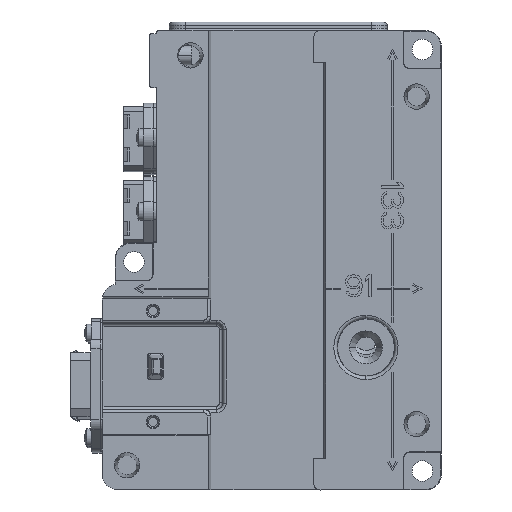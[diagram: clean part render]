
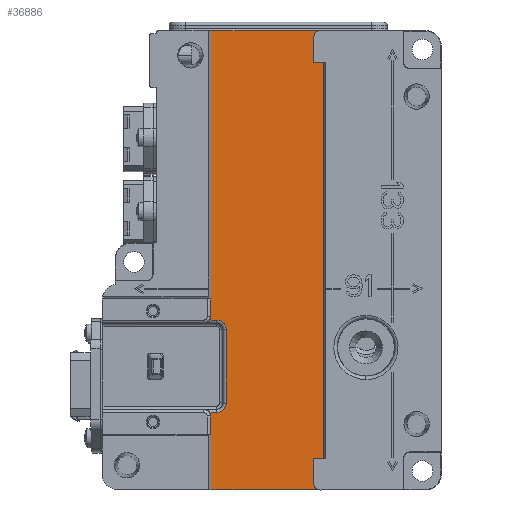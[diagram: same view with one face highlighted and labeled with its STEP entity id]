
A CAD part, front view. The second image highlights one B-rep face of the part: STEP entity #36886.
In plain terms, the highlighted planar face has unit normal (0, -1, 0).
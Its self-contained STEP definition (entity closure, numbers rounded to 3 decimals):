
#6569=DIRECTION('',(-1.,0.,0.));
#6570=VECTOR('',#6569,36.54);
#6571=CARTESIAN_POINT('',(70.79,-46.,-0.105));
#6572=LINE('',#6571,#6570);
#8202=DIRECTION('',(1.,0.,0.));
#8203=VECTOR('',#8202,36.54);
#8204=CARTESIAN_POINT('',(34.25,-46.,-144.895));
#8205=LINE('',#8204,#8203);
#8983=DIRECTION('',(-0.131,0.,-0.991));
#8984=VECTOR('',#8983,7.963);
#8985=CARTESIAN_POINT('',(70.79,-46.,-0.105));
#8986=LINE('',#8985,#8984);
#8990=DIRECTION('',(0.,0.,-1.));
#8991=VECTOR('',#8990,125.);
#8992=CARTESIAN_POINT('',(69.75,-46.,-10.));
#8993=LINE('',#8992,#8991);
#8997=DIRECTION('',(0.131,0.,-0.991));
#8998=VECTOR('',#8997,7.963);
#8999=CARTESIAN_POINT('',(69.75,-46.,-137.));
#9000=LINE('',#8999,#8998);
#9004=CARTESIAN_POINT('',(34.25,-46.,-121.604));
#9005=CARTESIAN_POINT('',(34.25,-46.,-121.236));
#9006=CARTESIAN_POINT('',(34.156,-46.,-120.895));
#9007=CARTESIAN_POINT('',(33.967,-46.,-120.579));
#9012=CARTESIAN_POINT('',(36.08,-46.,
-120.579));
#9013=CARTESIAN_POINT('',(36.349,-46.,
-120.579));
#9014=CARTESIAN_POINT('',(36.865,-46.,
-120.509));
#9015=CARTESIAN_POINT('',(37.599,-46.,
-120.206));
#9016=CARTESIAN_POINT('',(38.225,-46.,
-119.725));
#9017=CARTESIAN_POINT('',(38.706,-46.,
-119.099));
#9018=CARTESIAN_POINT('',(39.009,-46.,
-118.365));
#9019=CARTESIAN_POINT('',(39.079,-46.,
-117.849));
#9020=CARTESIAN_POINT('',(39.079,-46.,
-117.58));
#9025=CARTESIAN_POINT('',(39.079,-46.,
-94.42));
#9026=CARTESIAN_POINT('',(39.079,-46.,
-94.151));
#9027=CARTESIAN_POINT('',(39.009,-46.,
-93.635));
#9028=CARTESIAN_POINT('',(38.706,-46.,
-92.901));
#9029=CARTESIAN_POINT('',(38.225,-46.,
-92.275));
#9030=CARTESIAN_POINT('',(37.599,-46.,
-91.794));
#9031=CARTESIAN_POINT('',(36.865,-46.,
-91.491));
#9032=CARTESIAN_POINT('',(36.349,-46.,
-91.421));
#9033=CARTESIAN_POINT('',(36.08,-46.,
-91.421));
#9038=CARTESIAN_POINT('',(33.967,-46.,-91.421));
#9039=CARTESIAN_POINT('',(34.156,-46.,-91.105));
#9040=CARTESIAN_POINT('',(34.25,-46.,-90.764));
#9041=CARTESIAN_POINT('',(34.25,-46.,-90.396));
#9162=DIRECTION('',(0.,0.,1.));
#9163=VECTOR('',#9162,2.);
#9164=CARTESIAN_POINT('',(69.75,-46.,-10.));
#9165=LINE('',#9164,#9163);
#9183=DIRECTION('',(0.,0.,1.));
#9184=VECTOR('',#9183,2.);
#9185=CARTESIAN_POINT('',(69.75,-46.,-137.));
#9186=LINE('',#9185,#9184);
#9218=DIRECTION('',(0.,0.,-1.));
#9219=VECTOR('',#9218,23.291);
#9220=CARTESIAN_POINT('',(34.25,-46.,-121.604));
#9221=LINE('',#9220,#9219);
#9258=DIRECTION('',(-1.,0.,0.));
#9259=VECTOR('',#9258,2.113);
#9260=CARTESIAN_POINT('',(36.08,-46.,
-120.579));
#9261=LINE('',#9260,#9259);
#9397=DIRECTION('',(0.,0.,-1.));
#9398=VECTOR('',#9397,23.16);
#9399=CARTESIAN_POINT('',(39.079,-46.,
-94.42));
#9400=LINE('',#9399,#9398);
#9425=DIRECTION('',(1.,0.,0.));
#9426=VECTOR('',#9425,2.113);
#9427=CARTESIAN_POINT('',(33.967,-46.,-91.421));
#9428=LINE('',#9427,#9426);
#9492=DIRECTION('',(0.,0.,-1.));
#9493=VECTOR('',#9492,90.291);
#9494=CARTESIAN_POINT('',(34.25,-46.,-0.105));
#9495=LINE('',#9494,#9493);
#27739=VERTEX_POINT('',#9038);
#27740=VERTEX_POINT('',#9041);
#27742=CARTESIAN_POINT('',(70.79,-46.,-0.105));
#27743=CARTESIAN_POINT('',(34.25,-46.,-0.105));
#27744=VERTEX_POINT('',#27742);
#27745=VERTEX_POINT('',#27743);
#27746=CARTESIAN_POINT('',(69.75,-46.,-8.));
#27747=VERTEX_POINT('',#27746);
#27748=CARTESIAN_POINT('',(69.75,-46.,-10.));
#27749=VERTEX_POINT('',#27748);
#27750=CARTESIAN_POINT('',(69.75,-46.,-135.));
#27751=VERTEX_POINT('',#27750);
#27752=CARTESIAN_POINT('',(69.75,-46.,-137.));
#27753=VERTEX_POINT('',#27752);
#27754=CARTESIAN_POINT('',(70.79,-46.,-144.895));
#27755=VERTEX_POINT('',#27754);
#27756=CARTESIAN_POINT('',(34.25,-46.,-144.895));
#27757=VERTEX_POINT('',#27756);
#27758=CARTESIAN_POINT('',(34.25,-46.,-121.604));
#27759=VERTEX_POINT('',#27758);
#27760=VERTEX_POINT('',#9007);
#27761=CARTESIAN_POINT('',(36.08,-46.,
-120.579));
#27762=VERTEX_POINT('',#27761);
#27763=VERTEX_POINT('',#9020);
#27764=CARTESIAN_POINT('',(39.079,-46.,
-94.42));
#27765=VERTEX_POINT('',#27764);
#27766=VERTEX_POINT('',#9033);
#36850=CARTESIAN_POINT('',(69.75,-46.,0.));
#36851=DIRECTION('',(0.,1.,0.));
#36852=DIRECTION('',(-1.,0.,0.));
#36853=AXIS2_PLACEMENT_3D('',#36850,#36851,#36852);
#36854=PLANE('',#36853);
#36855=ORIENTED_EDGE('',*,*,#34891,.F.);
#36857=ORIENTED_EDGE('',*,*,#36856,.T.);
#36859=ORIENTED_EDGE('',*,*,#36858,.F.);
#36861=ORIENTED_EDGE('',*,*,#36860,.T.);
#36863=ORIENTED_EDGE('',*,*,#36862,.F.);
#36865=ORIENTED_EDGE('',*,*,#36864,.T.);
#36866=ORIENTED_EDGE('',*,*,#35950,.F.);
#36868=ORIENTED_EDGE('',*,*,#36867,.F.);
#36870=ORIENTED_EDGE('',*,*,#36869,.T.);
#36872=ORIENTED_EDGE('',*,*,#36871,.F.);
#36874=ORIENTED_EDGE('',*,*,#36873,.T.);
#36876=ORIENTED_EDGE('',*,*,#36875,.F.);
#36878=ORIENTED_EDGE('',*,*,#36877,.T.);
#36880=ORIENTED_EDGE('',*,*,#36879,.F.);
#36881=ORIENTED_EDGE('',*,*,#36839,.T.);
#36883=ORIENTED_EDGE('',*,*,#36882,.F.);
#36884=EDGE_LOOP('',(#36855,#36857,#36859,#36861,#36863,#36865,#36866,#36868,
#36870,#36872,#36874,#36876,#36878,#36880,#36881,#36883));
#36885=FACE_OUTER_BOUND('',#36884,.F.);
#36886=ADVANCED_FACE('',(#36885),#36854,.F.);
#9008=B_SPLINE_CURVE_WITH_KNOTS('',3,(#9004,#9005,#9006,#9007),.UNSPECIFIED.,
.F.,.F.,(4,4),(0.,1.),.UNSPECIFIED.);
#9021=B_SPLINE_CURVE_WITH_KNOTS('',3,(#9012,#9013,#9014,#9015,#9016,#9017,#9018,
#9019,#9020),.UNSPECIFIED.,.F.,.F.,(4,1,1,1,1,1,4),(0.,0.167,
0.333,0.5,0.667,0.833,1.),
.UNSPECIFIED.);
#9034=B_SPLINE_CURVE_WITH_KNOTS('',3,(#9025,#9026,#9027,#9028,#9029,#9030,#9031,
#9032,#9033),.UNSPECIFIED.,.F.,.F.,(4,1,1,1,1,1,4),(0.,0.167,
0.333,0.5,0.667,0.833,1.),
.UNSPECIFIED.);
#9042=B_SPLINE_CURVE_WITH_KNOTS('',3,(#9038,#9039,#9040,#9041),.UNSPECIFIED.,
.F.,.F.,(4,4),(0.,1.),.UNSPECIFIED.);
#34891=EDGE_CURVE('',#27744,#27745,#6572,.T.);
#35950=EDGE_CURVE('',#27757,#27755,#8205,.T.);
#36839=EDGE_CURVE('',#27739,#27740,#9042,.T.);
#36856=EDGE_CURVE('',#27744,#27747,#8986,.T.);
#36858=EDGE_CURVE('',#27749,#27747,#9165,.T.);
#36860=EDGE_CURVE('',#27749,#27751,#8993,.T.);
#36862=EDGE_CURVE('',#27753,#27751,#9186,.T.);
#36864=EDGE_CURVE('',#27753,#27755,#9000,.T.);
#36867=EDGE_CURVE('',#27759,#27757,#9221,.T.);
#36869=EDGE_CURVE('',#27759,#27760,#9008,.T.);
#36871=EDGE_CURVE('',#27762,#27760,#9261,.T.);
#36873=EDGE_CURVE('',#27762,#27763,#9021,.T.);
#36875=EDGE_CURVE('',#27765,#27763,#9400,.T.);
#36877=EDGE_CURVE('',#27765,#27766,#9034,.T.);
#36879=EDGE_CURVE('',#27739,#27766,#9428,.T.);
#36882=EDGE_CURVE('',#27745,#27740,#9495,.T.);
